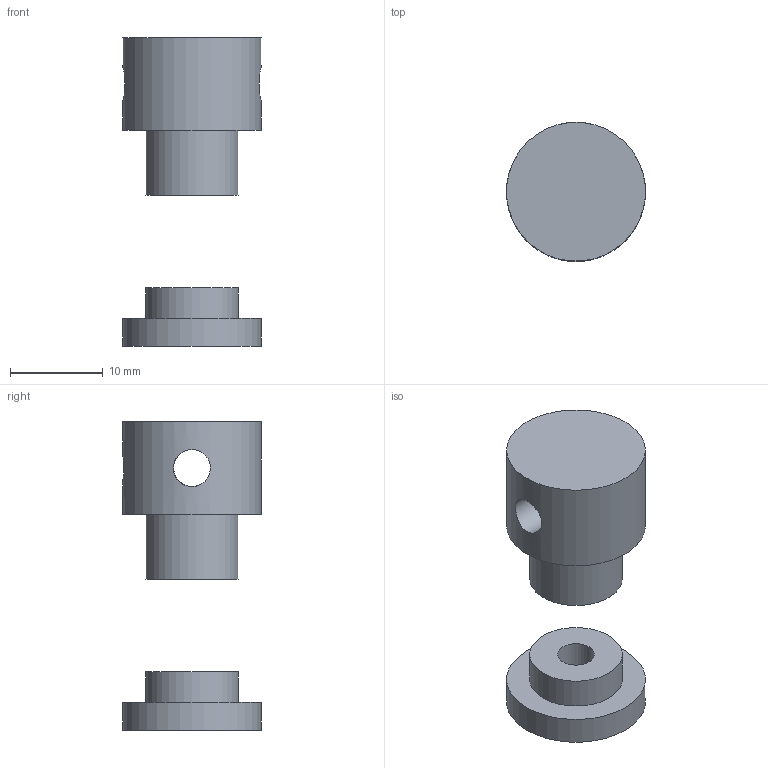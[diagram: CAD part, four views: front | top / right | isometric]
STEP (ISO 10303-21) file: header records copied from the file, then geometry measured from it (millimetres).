
FILE_DESCRIPTION(/* description */ (''),/* implementation_level */ '2;1');
FILE_NAME(/* name */ 'Bague rotative.step',/* time_stamp */ '2023-10-03T16:29:27+02:00',/* author */ (''),/* organization */ (''),/* preprocessor_version */ 'ST-DEVELOPER v20',/* originating_system */ 'Autodesk Translation Framework v12.9.0.99',/* authorisation */ '');
FILE_SCHEMA (('AUTOMOTIVE_DESIGN { 1 0 10303 214 3 1 1 }'));
Length unit declared in the file: millimetre
Products named in the file (2): CONNEXE FAB; Composant16
Assembly tree (1 placements, depth 2):
  CONNEXE FAB
    Composant16
Bounding box: 15 x 15 x 33.3 mm (x, y, z)
Volume: 2640.4 mm3; surface area: 1973.7 mm2
Topology: 2 solids, 2 shells, 16 faces, 31 edges, 22 vertices
Faces by surface type: cylinder 8, plane 7, cone 1
Full cylindrical faces by diameter (mm): 3 x1, 4 x3, 10 x2, 15 x2
Entity records: 612 total; most frequent: CARTESIAN_POINT 218, DIRECTION 73, ORIENTED_EDGE 62, AXIS2_PLACEMENT_3D 32, EDGE_CURVE 31, EDGE_LOOP 25, VERTEX_POINT 22, FACE_OUTER_BOUND 16
